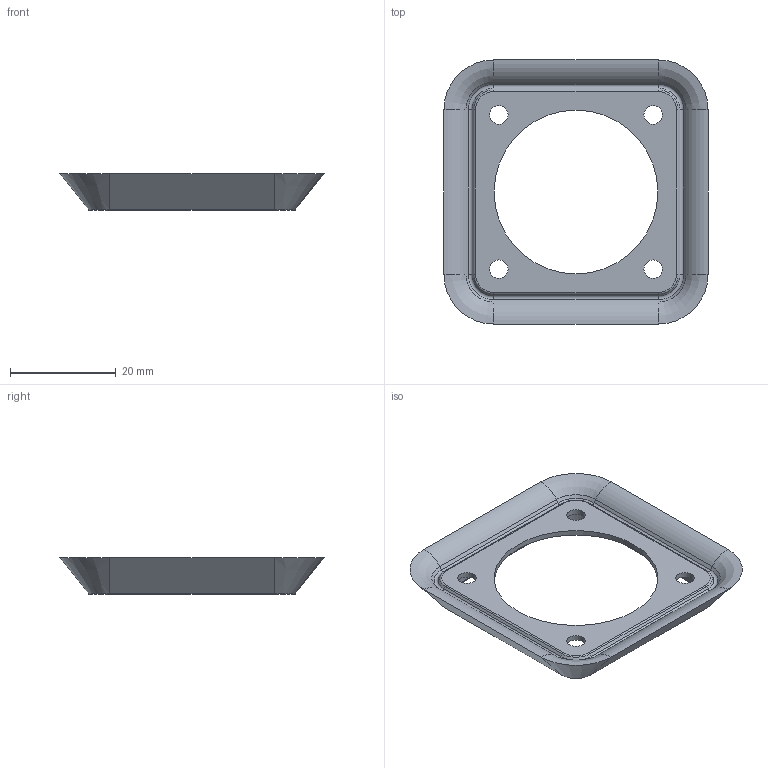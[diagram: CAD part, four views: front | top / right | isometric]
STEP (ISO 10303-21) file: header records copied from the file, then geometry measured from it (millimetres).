
FILE_DESCRIPTION((''),'2;1');
FILE_NAME('SCNLT','2019-05-16T12:49:48',('odo'),(''),'CREO PARAMETRIC BY PTC INC, 2018500','CREO PARAMETRIC BY PTC INC, 2018500','');
FILE_SCHEMA(('CONFIG_CONTROL_DESIGN'));
Length unit declared in the file: millimetre
Products named in the file (1): SCNLT
Bounding box: 50 x 50 x 7 mm (x, y, z)
Volume: 3131.4 mm3; surface area: 4691.3 mm2
Topology: 1 solids, 1 shells, 84 faces, 182 edges, 100 vertices
Faces by surface type: cylinder 34, torus 20, plane 18, cone 12
Entity records: 2312 total; most frequent: DIRECTION 450, CARTESIAN_POINT 366, ORIENTED_EDGE 364, AXIS2_PLACEMENT_3D 184, EDGE_CURVE 182, VERTEX_POINT 100, CIRCLE 100, EDGE_LOOP 94
